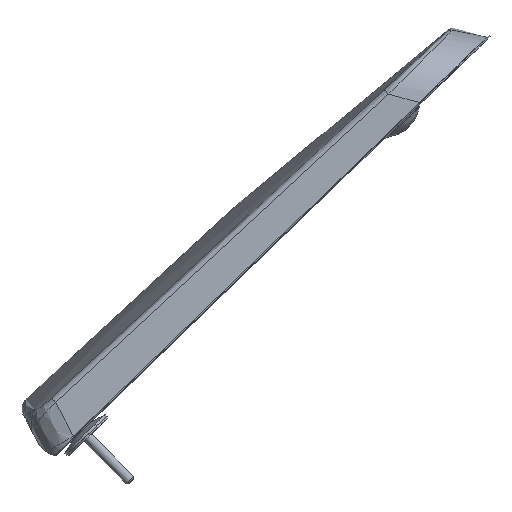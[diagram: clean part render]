
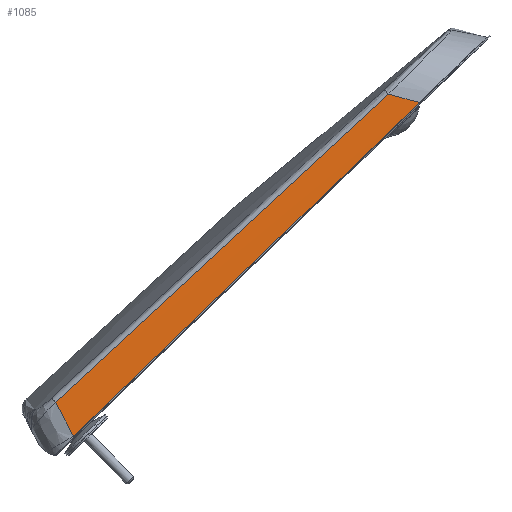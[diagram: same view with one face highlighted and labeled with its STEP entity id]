
A CAD part, left-side view. The second image highlights one B-rep face of the part: STEP entity #1085.
In plain terms, the highlighted free-form (B-spline) face has degree [1, 3] with [2, 4] control points.
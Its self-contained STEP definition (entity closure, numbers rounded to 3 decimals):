
#399=LINE('',#11048,#572);
#572=VECTOR('',#6060,1.);
#1085=ADVANCED_FACE('',(#1528),#1421,.F.);
#1421=B_SPLINE_SURFACE_WITH_KNOTS('',1,3,((#11119,#11120,#11121,#11122),
(#11123,#11124,#11125,#11126)),.UNSPECIFIED.,.F.,.F.,.F.,(2,2),(4,4),(0.,
1.),(0.,1.),.UNSPECIFIED.);
#1528=FACE_OUTER_BOUND('',#1868,.T.);
#1868=EDGE_LOOP('',(#2414,#2415,#2416,#2417));
#2414=ORIENTED_EDGE('',*,*,#4479,.F.);
#2415=ORIENTED_EDGE('',*,*,#4481,.T.);
#2416=ORIENTED_EDGE('',*,*,#4482,.T.);
#2417=ORIENTED_EDGE('',*,*,#4483,.T.);
#3957=VERTEX_POINT('',#10901);
#3965=VERTEX_POINT('',#11047);
#3966=VERTEX_POINT('',#11049);
#3967=VERTEX_POINT('',#11110);
#4479=EDGE_CURVE('',#3965,#3966,#399,.T.);
#4481=EDGE_CURVE('',#3965,#3967,#5234,.T.);
#4482=EDGE_CURVE('',#3967,#3957,#5235,.T.);
#4483=EDGE_CURVE('',#3957,#3966,#5236,.T.);
#5234=B_SPLINE_CURVE_WITH_KNOTS('',3,(#11080,#11081,#11082,#11083,#11084,
#11085,#11086,#11087,#11088,#11089,#11090,#11091,#11092,#11093,#11094,#11095,
#11096,#11097,#11098,#11099,#11100,#11101,#11102,#11103,#11104,#11105,#11106,
#11107,#11108,#11109),.UNSPECIFIED.,.F.,.F.,(4,2,2,2,1,1,2,2,2,2,2,1,1,
1,1,2,2,4),(0.,0.125,0.188,0.219,0.234,
0.242,0.246,0.25,0.375,
0.438,0.469,0.484,0.492,
0.496,0.498,0.499,0.5,
1.),.UNSPECIFIED.);
#5235=B_SPLINE_CURVE_WITH_KNOTS('',3,(#11111,#11112,#11113,#11114),
 .UNSPECIFIED.,.F.,.F.,(4,4),(0.,1.),.UNSPECIFIED.);
#5236=B_SPLINE_CURVE_WITH_KNOTS('',3,(#11115,#11116,#11117,#11118),
 .UNSPECIFIED.,.F.,.F.,(4,4),(0.,1.),.UNSPECIFIED.);
#6060=DIRECTION('',(-0.087,-0.96,-0.268));
#10901=CARTESIAN_POINT('',(-140.189,-11.3,94.254));
#11047=CARTESIAN_POINT('',(-134.066,-190.03,288.357));
#11048=CARTESIAN_POINT('',(-135.63,-207.31,283.537));
#11049=CARTESIAN_POINT('',(-135.63,-207.31,283.537));
#11080=CARTESIAN_POINT('',(-134.066,-190.03,288.357));
#11081=CARTESIAN_POINT('',(-134.26,-184.499,283.232));
#11082=CARTESIAN_POINT('',(-134.487,-177.796,277.028));
#11083=CARTESIAN_POINT('',(-134.863,-165.985,266.102));
#11084=CARTESIAN_POINT('',(-134.994,-161.755,262.19));
#11085=CARTESIAN_POINT('',(-135.196,-154.971,255.917));
#11086=CARTESIAN_POINT('',(-135.265,-152.637,253.759));
#11087=CARTESIAN_POINT('',(-135.368,-149.025,250.42));
#11088=CARTESIAN_POINT('',(-135.421,-147.192,248.725));
#11089=CARTESIAN_POINT('',(-135.482,-145.005,246.703));
#11090=CARTESIAN_POINT('',(-135.508,-144.057,245.828));
#11091=CARTESIAN_POINT('',(-135.526,-143.423,245.242));
#11092=CARTESIAN_POINT('',(-135.534,-143.139,244.979));
#11093=CARTESIAN_POINT('',(-135.856,-131.475,234.198));
#11094=CARTESIAN_POINT('',(-136.093,-121.881,225.329));
#11095=CARTESIAN_POINT('',(-136.368,-110.066,214.405));
#11096=CARTESIAN_POINT('',(-136.447,-106.557,211.16));
#11097=CARTESIAN_POINT('',(-136.547,-101.937,206.887));
#11098=CARTESIAN_POINT('',(-136.578,-100.504,205.563));
#11099=CARTESIAN_POINT('',(-136.62,-98.517,203.724));
#11100=CARTESIAN_POINT('',(-136.64,-97.563,202.842));
#11101=CARTESIAN_POINT('',(-136.662,-96.521,201.877));
#11102=CARTESIAN_POINT('',(-136.672,-96.017,201.412));
#11103=CARTESIAN_POINT('',(-136.677,-95.77,201.183));
#11104=CARTESIAN_POINT('',(-136.679,-95.665,201.086));
#11105=CARTESIAN_POINT('',(-136.681,-95.595,201.021));
#11106=CARTESIAN_POINT('',(-136.681,-95.598,201.023));
#11107=CARTESIAN_POINT('',(-137.442,-58.636,166.825));
#11108=CARTESIAN_POINT('',(-137.796,-27.179,137.631));
#11109=CARTESIAN_POINT('',(-137.974,-1.159,113.379));
#11110=CARTESIAN_POINT('',(-137.974,-1.159,113.379));
#11111=CARTESIAN_POINT('',(-137.974,-1.159,113.379));
#11112=CARTESIAN_POINT('',(-138.717,-4.539,107.004));
#11113=CARTESIAN_POINT('',(-139.455,-7.92,100.629));
#11114=CARTESIAN_POINT('',(-140.189,-11.3,94.254));
#11115=CARTESIAN_POINT('',(-140.189,-11.3,94.254));
#11116=CARTESIAN_POINT('',(-139.702,-76.646,157.357));
#11117=CARTESIAN_POINT('',(-138.182,-141.988,220.458));
#11118=CARTESIAN_POINT('',(-135.63,-207.31,283.537));
#11119=CARTESIAN_POINT('',(-150.971,-113.662,46.248));
#11120=CARTESIAN_POINT('',(-150.614,-184.163,114.4));
#11121=CARTESIAN_POINT('',(-149.055,-254.661,182.549));
#11122=CARTESIAN_POINT('',(-146.295,-325.135,250.674));
#11123=CARTESIAN_POINT('',(-123.31,191.127,132.07));
#11124=CARTESIAN_POINT('',(-122.967,120.698,199.971));
#11125=CARTESIAN_POINT('',(-121.427,50.272,267.87));
#11126=CARTESIAN_POINT('',(-118.688,-20.13,335.745));
